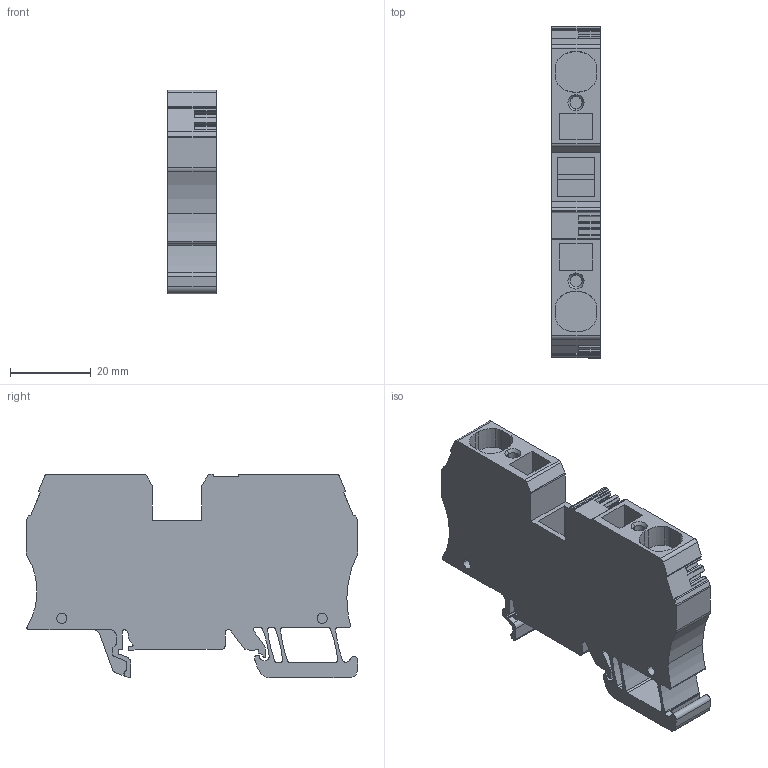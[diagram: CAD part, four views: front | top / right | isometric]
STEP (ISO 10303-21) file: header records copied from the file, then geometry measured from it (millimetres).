
FILE_DESCRIPTION(('CATIA V5 STEP Exchange','CAx-IF Rec.Pracs.--- Model Styling and Organization---1.4--- 2014-01-23'),'2;1');
FILE_NAME ('D1455297_0', '2019-12-20T07:18:53+00:00', ('none'), ('Weidmueller'), 'CATIA Version 5-6 Release 2016 SP3 HF44', 'CATIA V5 STEP AP214', 'none');
FILE_SCHEMA(('AUTOMOTIVE_DESIGN { 1 0 10303 214 1 1 1 1 }'));
Length unit declared in the file: millimetre
Products named in the file (1): 1745240000_ZDU_16_BL
Bounding box: 12 x 82.2 x 50.5 mm (x, y, z)
Volume: 34014.7 mm3; surface area: 13889.3 mm2
Topology: 1 solids, 1 shells, 337 faces, 957 edges, 636 vertices
Faces by surface type: plane 189, cylinder 128, extrusion 16, cone 4
Entity records: 10659 total; most frequent: CARTESIAN_POINT 2025, ORIENTED_EDGE 1914, DIRECTION 1531, EDGE_CURVE 957, VECTOR 681, LINE 665, VERTEX_POINT 636, AXIS2_PLACEMENT_3D 564
